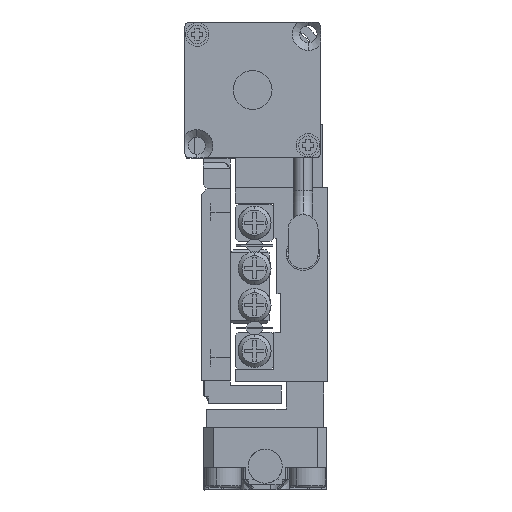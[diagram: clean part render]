
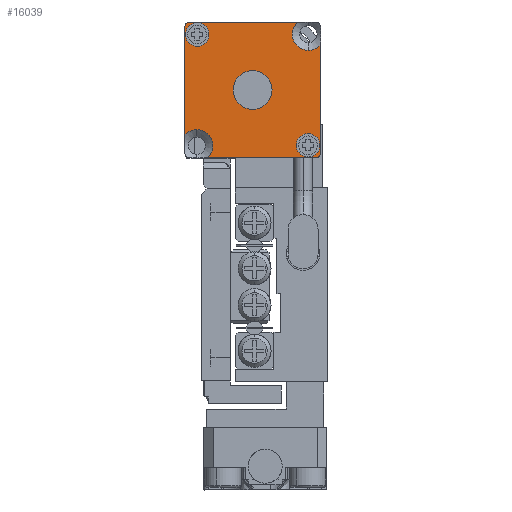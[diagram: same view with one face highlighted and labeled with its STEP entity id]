
A CAD part, left-side view. The second image highlights one B-rep face of the part: STEP entity #16039.
In plain terms, the highlighted face is planar.
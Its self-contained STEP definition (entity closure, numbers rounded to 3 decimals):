
#16 = VERTEX_POINT ( 'NONE', #22014 ) ;
#202 = DIRECTION ( 'NONE',  ( 0., -1., 0. ) ) ;
#242 = DIRECTION ( 'NONE',  ( -1., 0., 0. ) ) ;
#289 = EDGE_CURVE ( 'NONE', #16, #33660, #14769, .T. ) ;
#473 = CARTESIAN_POINT ( 'NONE',  ( 0.5, -13.5, 30. ) ) ;
#525 = EDGE_CURVE ( 'NONE', #23679, #23158, #22049, .T. ) ;
#835 = VERTEX_POINT ( 'NONE', #31381 ) ;
#1652 = EDGE_CURVE ( 'NONE', #50890, #30025, #4291, .T. ) ;
#1659 = CARTESIAN_POINT ( 'NONE',  ( 5., -7., 30. ) ) ;
#2487 = ORIENTED_EDGE ( 'NONE', *, *, #15593, .F. ) ;
#2539 = VERTEX_POINT ( 'NONE', #37726 ) ;
#3366 = AXIS2_PLACEMENT_3D ( 'NONE', #28434, #15065, #18847 ) ;
#4284 = DIRECTION ( 'NONE',  ( 0., 0., 1. ) ) ;
#4291 = CIRCLE ( 'NONE', #30243, 1.664 ) ;
#4324 = CIRCLE ( 'NONE', #18175, 0.5 ) ;
#4440 = CARTESIAN_POINT ( 'NONE',  ( 14., -0.5, 30. ) ) ;
#4541 = VERTEX_POINT ( 'NONE', #54455 ) ;
#4664 = CARTESIAN_POINT ( 'NONE',  ( 2.348, 0., 30. ) ) ;
#4884 = CARTESIAN_POINT ( 'NONE',  ( 0., 0., 30. ) ) ;
#5148 = DIRECTION ( 'NONE',  ( 0., 1., 0. ) ) ;
#5633 = ORIENTED_EDGE ( 'NONE', *, *, #28668, .F. ) ;
#7548 = AXIS2_PLACEMENT_3D ( 'NONE', #30545, #21259, #56722 ) ;
#7717 = DIRECTION ( 'NONE',  ( 0., 0., 1. ) ) ;
#7752 = DIRECTION ( 'NONE',  ( 0., 0., 1. ) ) ;
#8039 = CARTESIAN_POINT ( 'NONE',  ( 12.714, -1.286, 30. ) ) ;
#9000 = AXIS2_PLACEMENT_3D ( 'NONE', #8039, #28943, #46686 ) ;
#9394 = CIRCLE ( 'NONE', #7548, 2. ) ;
#9493 = LINE ( 'NONE', #14127, #17886 ) ;
#9684 = CIRCLE ( 'NONE', #47701, 1.213 ) ;
#11215 = CARTESIAN_POINT ( 'NONE',  ( 0., 0., 30. ) ) ;
#11603 = EDGE_CURVE ( 'NONE', #50890, #25631, #9493, .T. ) ;
#11647 = ORIENTED_EDGE ( 'NONE', *, *, #36271, .T. ) ;
#11664 = VERTEX_POINT ( 'NONE', #1659 ) ;
#12000 = AXIS2_PLACEMENT_3D ( 'NONE', #21644, #7752, #34753 ) ;
#12350 = FACE_OUTER_BOUND ( 'NONE', #25079, .T. ) ;
#13325 = CARTESIAN_POINT ( 'NONE',  ( 12.714, -1.286, 30. ) ) ;
#13440 = CARTESIAN_POINT ( 'NONE',  ( 13.927, -1.286, 30. ) ) ;
#14127 = CARTESIAN_POINT ( 'NONE',  ( 14., 0., 30. ) ) ;
#14486 = EDGE_CURVE ( 'NONE', #31078, #34748, #9684, .T. ) ;
#14769 = CIRCLE ( 'NONE', #12000, 1.664 ) ;
#15065 = DIRECTION ( 'NONE',  ( 0., 0., 1. ) ) ;
#15451 = ORIENTED_EDGE ( 'NONE', *, *, #525, .T. ) ;
#15593 = EDGE_CURVE ( 'NONE', #53328, #11664, #9394, .T. ) ;
#15751 = CARTESIAN_POINT ( 'NONE',  ( 14., -11.652, 30. ) ) ;
#15947 = EDGE_CURVE ( 'NONE', #33823, #2539, #22384, .T. ) ;
#16039 = ADVANCED_FACE ( 'NONE', ( #37948, #12350, #30057, #16136 ), #25709, .T. ) ;
#16120 = CIRCLE ( 'NONE', #28182, 2. ) ;
#16136 = FACE_BOUND ( 'NONE', #47897, .T. ) ;
#17483 = DIRECTION ( 'NONE',  ( 1., 0., 0. ) ) ;
#17747 = AXIS2_PLACEMENT_3D ( 'NONE', #37089, #23709, #18767 ) ;
#17886 = VECTOR ( 'NONE', #5148, 1000. ) ;
#18175 = AXIS2_PLACEMENT_3D ( 'NONE', #48425, #44658, #22536 ) ;
#18342 = AXIS2_PLACEMENT_3D ( 'NONE', #23546, #54061, #32273 ) ;
#18767 = DIRECTION ( 'NONE',  ( 1., 0., 0. ) ) ;
#18847 = DIRECTION ( 'NONE',  ( 1., 0., 0. ) ) ;
#19207 = CARTESIAN_POINT ( 'NONE',  ( 9., -7., 30. ) ) ;
#19363 = ORIENTED_EDGE ( 'NONE', *, *, #50202, .T. ) ;
#20009 = ORIENTED_EDGE ( 'NONE', *, *, #23518, .T. ) ;
#20490 = EDGE_CURVE ( 'NONE', #4541, #33660, #21419, .T. ) ;
#20770 = DIRECTION ( 'NONE',  ( 1., 0., 0. ) ) ;
#20820 = CIRCLE ( 'NONE', #3366, 1.664 ) ;
#21259 = DIRECTION ( 'NONE',  ( 0., 0., 1. ) ) ;
#21419 = LINE ( 'NONE', #4884, #24800 ) ;
#21644 = CARTESIAN_POINT ( 'NONE',  ( 1.25, -1.25, 30. ) ) ;
#22014 = CARTESIAN_POINT ( 'NONE',  ( 2.914, -1.25, 30. ) ) ;
#22024 = VECTOR ( 'NONE', #17483, 1000. ) ;
#22049 = CIRCLE ( 'NONE', #33180, 0.5 ) ;
#22384 = CIRCLE ( 'NONE', #17747, 1.213 ) ;
#22509 = DIRECTION ( 'NONE',  ( 1., 0., 0. ) ) ;
#22536 = DIRECTION ( 'NONE',  ( 1., 0., 0. ) ) ;
#23068 = ORIENTED_EDGE ( 'NONE', *, *, #20490, .T. ) ;
#23158 = VERTEX_POINT ( 'NONE', #27570 ) ;
#23518 = EDGE_CURVE ( 'NONE', #25631, #4541, #4324, .T. ) ;
#23546 = CARTESIAN_POINT ( 'NONE',  ( 1.286, -12.714, 30. ) ) ;
#23679 = VERTEX_POINT ( 'NONE', #28647 ) ;
#23709 = DIRECTION ( 'NONE',  ( 0., 0., -1. ) ) ;
#24800 = VECTOR ( 'NONE', #242, 1000. ) ;
#25079 = EDGE_LOOP ( 'NONE', ( #5633, #19363, #15451, #55559, #52477, #27741, #50835, #20009, #23068, #35776 ) ) ;
#25631 = VERTEX_POINT ( 'NONE', #4440 ) ;
#25709 = PLANE ( 'NONE',  #27967 ) ;
#26329 = CARTESIAN_POINT ( 'NONE',  ( 12.75, -12.75, 30. ) ) ;
#27265 = DIRECTION ( 'NONE',  ( 0., 0., 1. ) ) ;
#27570 = CARTESIAN_POINT ( 'NONE',  ( 0.5, -14., 30. ) ) ;
#27741 = ORIENTED_EDGE ( 'NONE', *, *, #1652, .F. ) ;
#27843 = AXIS2_PLACEMENT_3D ( 'NONE', #47877, #48714, #34848 ) ;
#27967 = AXIS2_PLACEMENT_3D ( 'NONE', #11215, #7717, #20770 ) ;
#28182 = AXIS2_PLACEMENT_3D ( 'NONE', #54708, #51181, #37264 ) ;
#28434 = CARTESIAN_POINT ( 'NONE',  ( 1.25, -1.25, 30. ) ) ;
#28647 = CARTESIAN_POINT ( 'NONE',  ( 0., -13.5, 30. ) ) ;
#28668 = EDGE_CURVE ( 'NONE', #835, #16, #20820, .T. ) ;
#28867 = VERTEX_POINT ( 'NONE', #46742 ) ;
#28943 = DIRECTION ( 'NONE',  ( 0., 0., 1. ) ) ;
#29357 = EDGE_LOOP ( 'NONE', ( #56433, #2487 ) ) ;
#29382 = CIRCLE ( 'NONE', #9000, 1.213 ) ;
#29899 = CARTESIAN_POINT ( 'NONE',  ( 0., 0., 30. ) ) ;
#30025 = VERTEX_POINT ( 'NONE', #42105 ) ;
#30057 = FACE_BOUND ( 'NONE', #29357, .T. ) ;
#30243 = AXIS2_PLACEMENT_3D ( 'NONE', #26329, #4284, #22509 ) ;
#30545 = CARTESIAN_POINT ( 'NONE',  ( 7., -7., 30. ) ) ;
#31078 = VERTEX_POINT ( 'NONE', #13440 ) ;
#31381 = CARTESIAN_POINT ( 'NONE',  ( 0., -2.348, 30. ) ) ;
#31938 = VECTOR ( 'NONE', #202, 1000. ) ;
#32273 = DIRECTION ( 'NONE',  ( 1., 0., 0. ) ) ;
#33046 = ORIENTED_EDGE ( 'NONE', *, *, #15947, .T. ) ;
#33180 = AXIS2_PLACEMENT_3D ( 'NONE', #473, #44042, #39961 ) ;
#33660 = VERTEX_POINT ( 'NONE', #4664 ) ;
#33823 = VERTEX_POINT ( 'NONE', #43538 ) ;
#34276 = LINE ( 'NONE', #29899, #31938 ) ;
#34748 = VERTEX_POINT ( 'NONE', #52667 ) ;
#34753 = DIRECTION ( 'NONE',  ( 1., 0., 0. ) ) ;
#34848 = DIRECTION ( 'NONE',  ( 1., 0., 0. ) ) ;
#35352 = EDGE_CURVE ( 'NONE', #34748, #31078, #29382, .T. ) ;
#35776 = ORIENTED_EDGE ( 'NONE', *, *, #289, .F. ) ;
#36029 = ORIENTED_EDGE ( 'NONE', *, *, #14486, .F. ) ;
#36271 = EDGE_CURVE ( 'NONE', #2539, #33823, #55467, .T. ) ;
#37089 = CARTESIAN_POINT ( 'NONE',  ( 1.286, -12.714, 30. ) ) ;
#37264 = DIRECTION ( 'NONE',  ( 1., 0., 0. ) ) ;
#37419 = EDGE_CURVE ( 'NONE', #23158, #28867, #57306, .T. ) ;
#37726 = CARTESIAN_POINT ( 'NONE',  ( 0.073, -12.714, 30. ) ) ;
#37948 = FACE_BOUND ( 'NONE', #45022, .T. ) ;
#39778 = DIRECTION ( 'NONE',  ( 1., 0., 0. ) ) ;
#39961 = DIRECTION ( 'NONE',  ( 1., 0., 0. ) ) ;
#42105 = CARTESIAN_POINT ( 'NONE',  ( 11.086, -12.75, 30. ) ) ;
#43538 = CARTESIAN_POINT ( 'NONE',  ( 2.499, -12.714, 30. ) ) ;
#44042 = DIRECTION ( 'NONE',  ( 0., 0., 1. ) ) ;
#44226 = CARTESIAN_POINT ( 'NONE',  ( 0., -14., 30. ) ) ;
#44658 = DIRECTION ( 'NONE',  ( 0., 0., 1. ) ) ;
#45022 = EDGE_LOOP ( 'NONE', ( #36029, #47749 ) ) ;
#46686 = DIRECTION ( 'NONE',  ( 1., 0., 0. ) ) ;
#46742 = CARTESIAN_POINT ( 'NONE',  ( 11.652, -14., 30. ) ) ;
#47701 = AXIS2_PLACEMENT_3D ( 'NONE', #13325, #27265, #39778 ) ;
#47749 = ORIENTED_EDGE ( 'NONE', *, *, #35352, .F. ) ;
#47877 = CARTESIAN_POINT ( 'NONE',  ( 12.75, -12.75, 30. ) ) ;
#47897 = EDGE_LOOP ( 'NONE', ( #33046, #11647 ) ) ;
#48425 = CARTESIAN_POINT ( 'NONE',  ( 13.5, -0.5, 30. ) ) ;
#48714 = DIRECTION ( 'NONE',  ( 0., 0., 1. ) ) ;
#49579 = EDGE_CURVE ( 'NONE', #11664, #53328, #16120, .T. ) ;
#50202 = EDGE_CURVE ( 'NONE', #835, #23679, #34276, .T. ) ;
#50835 = ORIENTED_EDGE ( 'NONE', *, *, #11603, .T. ) ;
#50890 = VERTEX_POINT ( 'NONE', #15751 ) ;
#51181 = DIRECTION ( 'NONE',  ( 0., 0., 1. ) ) ;
#52477 = ORIENTED_EDGE ( 'NONE', *, *, #56536, .F. ) ;
#52667 = CARTESIAN_POINT ( 'NONE',  ( 11.501, -1.286, 30. ) ) ;
#53328 = VERTEX_POINT ( 'NONE', #19207 ) ;
#54061 = DIRECTION ( 'NONE',  ( 0., 0., -1. ) ) ;
#54455 = CARTESIAN_POINT ( 'NONE',  ( 13.5, 0., 30. ) ) ;
#54708 = CARTESIAN_POINT ( 'NONE',  ( 7., -7., 30. ) ) ;
#55467 = CIRCLE ( 'NONE', #18342, 1.213 ) ;
#55559 = ORIENTED_EDGE ( 'NONE', *, *, #37419, .T. ) ;
#55666 = CIRCLE ( 'NONE', #27843, 1.664 ) ;
#56433 = ORIENTED_EDGE ( 'NONE', *, *, #49579, .F. ) ;
#56536 = EDGE_CURVE ( 'NONE', #30025, #28867, #55666, .T. ) ;
#56722 = DIRECTION ( 'NONE',  ( 1., 0., 0. ) ) ;
#57306 = LINE ( 'NONE', #44226, #22024 ) ;
